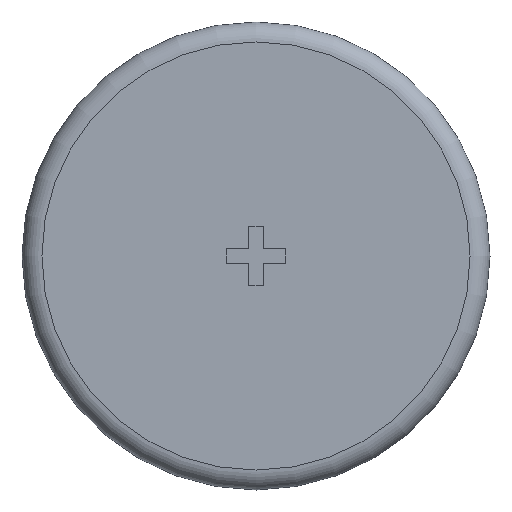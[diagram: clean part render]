
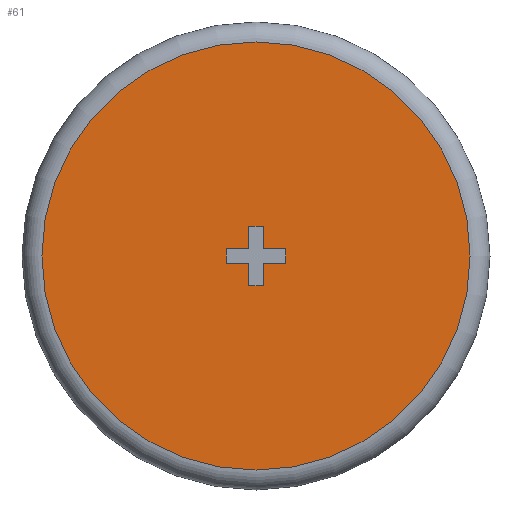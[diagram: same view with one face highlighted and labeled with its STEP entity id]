
A CAD part, front view. The second image highlights one B-rep face of the part: STEP entity #61.
In plain terms, the highlighted planar face has unit normal (0, -1, 0).
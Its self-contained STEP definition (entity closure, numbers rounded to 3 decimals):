
#61 = ADVANCED_FACE( '', ( #137, #138 ), #139, .F. );
#137 = FACE_BOUND( '', #232, .T. );
#138 = FACE_OUTER_BOUND( '', #233, .T. );
#139 = PLANE( '', #234 );
#232 = EDGE_LOOP( '', ( #346, #347, #348, #349, #350, #351, #352, #353, #354, #355, #356, #357 ) );
#233 = EDGE_LOOP( '', ( #358 ) );
#234 = AXIS2_PLACEMENT_3D( '', #359, #360, #361 );
#346 = ORIENTED_EDGE( '', *, *, #544, .T. );
#347 = ORIENTED_EDGE( '', *, *, #559, .F. );
#348 = ORIENTED_EDGE( '', *, *, #560, .T. );
#349 = ORIENTED_EDGE( '', *, *, #561, .T. );
#350 = ORIENTED_EDGE( '', *, *, #539, .T. );
#351 = ORIENTED_EDGE( '', *, *, #562, .T. );
#352 = ORIENTED_EDGE( '', *, *, #549, .T. );
#353 = ORIENTED_EDGE( '', *, *, #563, .T. );
#354 = ORIENTED_EDGE( '', *, *, #564, .T. );
#355 = ORIENTED_EDGE( '', *, *, #534, .T. );
#356 = ORIENTED_EDGE( '', *, *, #565, .T. );
#357 = ORIENTED_EDGE( '', *, *, #566, .T. );
#358 = ORIENTED_EDGE( '', *, *, #567, .T. );
#359 = CARTESIAN_POINT( '', ( 21.5, 0., 0. ) );
#360 = DIRECTION( '', ( 0., 1., 0. ) );
#361 = DIRECTION( '', ( 0., 0., 1. ) );
#534 = EDGE_CURVE( '', #621, #622, #623, .T. );
#539 = EDGE_CURVE( '', #630, #631, #632, .T. );
#544 = EDGE_CURVE( '', #639, #640, #641, .T. );
#549 = EDGE_CURVE( '', #648, #649, #650, .T. );
#559 = EDGE_CURVE( '', #666, #640, #667, .T. );
#560 = EDGE_CURVE( '', #666, #668, #669, .T. );
#561 = EDGE_CURVE( '', #668, #630, #670, .T. );
#562 = EDGE_CURVE( '', #631, #648, #671, .T. );
#563 = EDGE_CURVE( '', #649, #672, #673, .T. );
#564 = EDGE_CURVE( '', #672, #621, #674, .T. );
#565 = EDGE_CURVE( '', #622, #675, #676, .T. );
#566 = EDGE_CURVE( '', #675, #639, #677, .T. );
#567 = EDGE_CURVE( '', #678, #678, #679, .T. );
#621 = VERTEX_POINT( '', #750 );
#622 = VERTEX_POINT( '', #751 );
#623 = LINE( '', #752, #753 );
#630 = VERTEX_POINT( '', #763 );
#631 = VERTEX_POINT( '', #764 );
#632 = LINE( '', #765, #766 );
#639 = VERTEX_POINT( '', #776 );
#640 = VERTEX_POINT( '', #777 );
#641 = LINE( '', #778, #779 );
#648 = VERTEX_POINT( '', #789 );
#649 = VERTEX_POINT( '', #790 );
#650 = LINE( '', #791, #792 );
#666 = VERTEX_POINT( '', #815 );
#667 = LINE( '', #816, #817 );
#668 = VERTEX_POINT( '', #818 );
#669 = LINE( '', #819, #820 );
#670 = LINE( '', #821, #822 );
#671 = LINE( '', #823, #824 );
#672 = VERTEX_POINT( '', #825 );
#673 = LINE( '', #826, #827 );
#674 = LINE( '', #828, #829 );
#675 = VERTEX_POINT( '', #830 );
#676 = LINE( '', #831, #832 );
#677 = LINE( '', #833, #834 );
#678 = VERTEX_POINT( '', #835 );
#679 = CIRCLE( '', #836, 21.5 );
#750 = CARTESIAN_POINT( '', ( -0.75, 0., 0.75 ) );
#751 = CARTESIAN_POINT( '', ( -0.75, 0., 3. ) );
#752 = CARTESIAN_POINT( '', ( -0.75, 0., 0.75 ) );
#753 = VECTOR( '', #932, 1000. );
#763 = CARTESIAN_POINT( '', ( 0.75, 0., -3. ) );
#764 = CARTESIAN_POINT( '', ( -0.75, 0., -3. ) );
#765 = CARTESIAN_POINT( '', ( 0.75, 0., -3. ) );
#766 = VECTOR( '', #936, 1000. );
#776 = CARTESIAN_POINT( '', ( 0.75, 0., 0.75 ) );
#777 = CARTESIAN_POINT( '', ( 3., 0., 0.75 ) );
#778 = CARTESIAN_POINT( '', ( 0.75, 0., 0.75 ) );
#779 = VECTOR( '', #940, 1000. );
#789 = CARTESIAN_POINT( '', ( -0.75, 0., -0.75 ) );
#790 = CARTESIAN_POINT( '', ( -3., 0., -0.75 ) );
#791 = CARTESIAN_POINT( '', ( -0.75, 0., -0.75 ) );
#792 = VECTOR( '', #944, 1000. );
#815 = CARTESIAN_POINT( '', ( 3., 0., -0.75 ) );
#816 = CARTESIAN_POINT( '', ( 3., 0., 0. ) );
#817 = VECTOR( '', #952, 1000. );
#818 = CARTESIAN_POINT( '', ( 0.75, 0., -0.75 ) );
#819 = CARTESIAN_POINT( '', ( 3., 0., -0.75 ) );
#820 = VECTOR( '', #953, 1000. );
#821 = CARTESIAN_POINT( '', ( 0.75, 0., -0.75 ) );
#822 = VECTOR( '', #954, 1000. );
#823 = CARTESIAN_POINT( '', ( -0.75, 0., -3. ) );
#824 = VECTOR( '', #955, 1000. );
#825 = CARTESIAN_POINT( '', ( -3., 0., 0.75 ) );
#826 = CARTESIAN_POINT( '', ( -3., 0., -0.75 ) );
#827 = VECTOR( '', #956, 1000. );
#828 = CARTESIAN_POINT( '', ( -3., 0., 0.75 ) );
#829 = VECTOR( '', #957, 1000. );
#830 = CARTESIAN_POINT( '', ( 0.75, 0., 3. ) );
#831 = CARTESIAN_POINT( '', ( -0.75, 0., 3. ) );
#832 = VECTOR( '', #958, 1000. );
#833 = CARTESIAN_POINT( '', ( 0.75, 0., 3. ) );
#834 = VECTOR( '', #959, 1000. );
#835 = CARTESIAN_POINT( '', ( 0., 0., -21.5 ) );
#836 = AXIS2_PLACEMENT_3D( '', #960, #961, #962 );
#932 = DIRECTION( '', ( 0., 0., 1. ) );
#936 = DIRECTION( '', ( -1., 0., 0. ) );
#940 = DIRECTION( '', ( 1., 0., 0. ) );
#944 = DIRECTION( '', ( -1., 0., 0. ) );
#952 = DIRECTION( '', ( 0., 0., 1. ) );
#953 = DIRECTION( '', ( -1., 0., 0. ) );
#954 = DIRECTION( '', ( 0., 0., -1. ) );
#955 = DIRECTION( '', ( 0., 0., 1. ) );
#956 = DIRECTION( '', ( 0., 0., 1. ) );
#957 = DIRECTION( '', ( 1., 0., 0. ) );
#958 = DIRECTION( '', ( 1., 0., 0. ) );
#959 = DIRECTION( '', ( 0., 0., -1. ) );
#960 = CARTESIAN_POINT( '', ( 0., 0., 0. ) );
#961 = DIRECTION( '', ( 0., -1., 0. ) );
#962 = DIRECTION( '', ( 0., 0., -1. ) );
